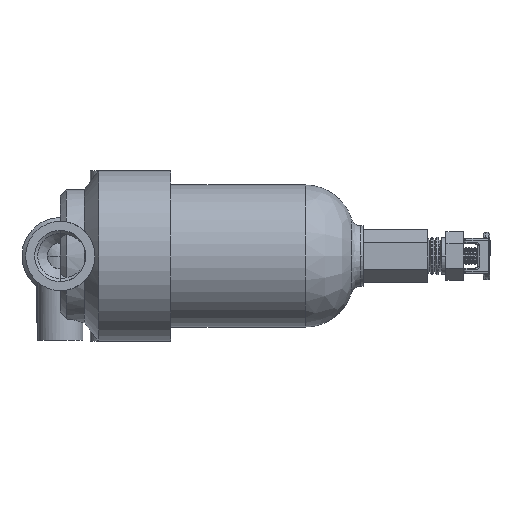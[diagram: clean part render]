
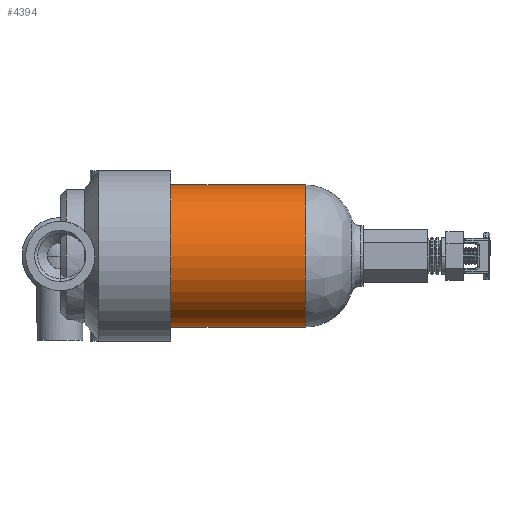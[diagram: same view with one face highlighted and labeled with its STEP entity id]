
A CAD part, left-side view. The second image highlights one B-rep face of the part: STEP entity #4394.
In plain terms, the highlighted cylindrical face has radius 18.771 mm (diameter 37.541 mm), a partial arc.
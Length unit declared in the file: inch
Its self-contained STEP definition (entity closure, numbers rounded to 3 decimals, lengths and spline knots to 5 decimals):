
#451 = CARTESIAN_POINT ( 'NONE',  ( -2.291, 0., 0. ) ) ;
#921 = VERTEX_POINT ( 'NONE', #3156 ) ;
#1224 = FACE_OUTER_BOUND ( 'NONE', #8398, .T. ) ;
#1349 = CARTESIAN_POINT ( 'NONE',  ( -2.291, 0., 0.739 ) ) ;
#1770 = AXIS2_PLACEMENT_3D ( 'NONE', #4030, #2619, #6777 ) ;
#1867 = DIRECTION ( 'NONE',  ( 0., 0., -1. ) ) ;
#2619 = DIRECTION ( 'NONE',  ( 0., -1., 0. ) ) ;
#2758 = CARTESIAN_POINT ( 'NONE',  ( -2.291, 0., -0.739 ) ) ;
#3156 = CARTESIAN_POINT ( 'NONE',  ( -2.291, -1.4, 0.739 ) ) ;
#3558 = VECTOR ( 'NONE', #10954, 39.37008 ) ;
#4030 = CARTESIAN_POINT ( 'NONE',  ( -2.291, 0., 0. ) ) ;
#4163 = AXIS2_PLACEMENT_3D ( 'NONE', #451, #10061, #1867 ) ;
#4323 = DIRECTION ( 'NONE',  ( 0., 1., 0. ) ) ;
#4394 = ADVANCED_FACE ( 'NONE', ( #1224 ), #8121, .T. ) ;
#4832 = VERTEX_POINT ( 'NONE', #16052 ) ;
#5250 = VECTOR ( 'NONE', #5607, 39.37008 ) ;
#5607 = DIRECTION ( 'NONE',  ( 0., -1., 0. ) ) ;
#6533 = CARTESIAN_POINT ( 'NONE',  ( -2.291, -1.4, -0.739 ) ) ;
#6687 = VERTEX_POINT ( 'NONE', #6533 ) ;
#6777 = DIRECTION ( 'NONE',  ( 0., 0., -1. ) ) ;
#7204 = LINE ( 'NONE', #1349, #3558 ) ;
#7387 = ORIENTED_EDGE ( 'NONE', *, *, #13206, .T. ) ;
#8121 = CYLINDRICAL_SURFACE ( 'NONE', #1770, 0.739 ) ;
#8175 = ORIENTED_EDGE ( 'NONE', *, *, #13721, .F. ) ;
#8398 = EDGE_LOOP ( 'NONE', ( #8175, #11742, #16298, #7387 ) ) ;
#10061 = DIRECTION ( 'NONE',  ( 0., 1., 0. ) ) ;
#10954 = DIRECTION ( 'NONE',  ( 0., -1., 0. ) ) ;
#11742 = ORIENTED_EDGE ( 'NONE', *, *, #16746, .F. ) ;
#12499 = CARTESIAN_POINT ( 'NONE',  ( -2.291, -1.4, 0. ) ) ;
#12880 = CIRCLE ( 'NONE', #4163, 0.739 ) ;
#12928 = LINE ( 'NONE', #15160, #5250 ) ;
#13206 = EDGE_CURVE ( 'NONE', #6687, #921, #17490, .T. ) ;
#13721 = EDGE_CURVE ( 'NONE', #4832, #921, #7204, .T. ) ;
#13882 = DIRECTION ( 'NONE',  ( 0., 0., -1. ) ) ;
#15086 = AXIS2_PLACEMENT_3D ( 'NONE', #12499, #4323, #13882 ) ;
#15160 = CARTESIAN_POINT ( 'NONE',  ( -2.291, 0., -0.739 ) ) ;
#15190 = EDGE_CURVE ( 'NONE', #17459, #6687, #12928, .T. ) ;
#16052 = CARTESIAN_POINT ( 'NONE',  ( -2.291, 0., 0.739 ) ) ;
#16298 = ORIENTED_EDGE ( 'NONE', *, *, #15190, .T. ) ;
#16746 = EDGE_CURVE ( 'NONE', #17459, #4832, #12880, .T. ) ;
#17459 = VERTEX_POINT ( 'NONE', #2758 ) ;
#17490 = CIRCLE ( 'NONE', #15086, 0.739 ) ;
